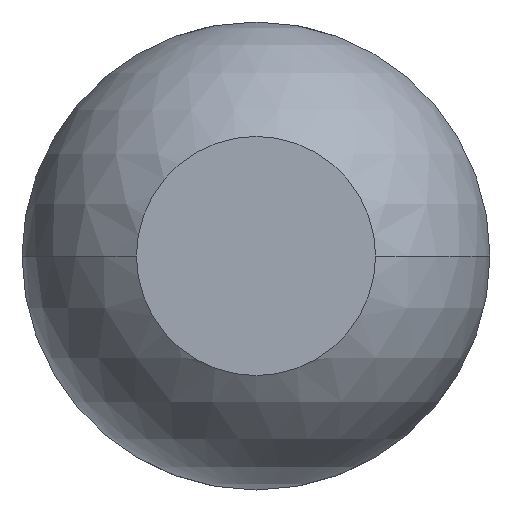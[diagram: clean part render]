
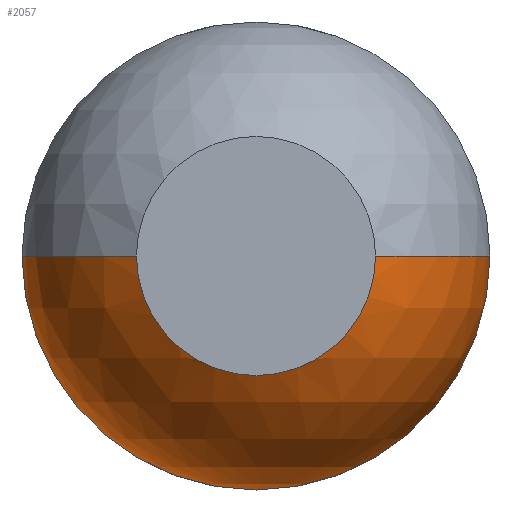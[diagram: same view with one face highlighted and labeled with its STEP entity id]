
A CAD part, front view. The second image highlights one B-rep face of the part: STEP entity #2057.
In plain terms, the highlighted spherical face has radius 0.685 mm.
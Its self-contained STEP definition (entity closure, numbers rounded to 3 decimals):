
#107 = EDGE_LOOP ( 'NONE', ( #3733, #3099, #2447, #1403, #756, #3433 ) ) ;
#195 = CARTESIAN_POINT ( 'NONE',  ( 0., -29.411, -0.685 ) ) ;
#201 = AXIS2_PLACEMENT_3D ( 'NONE', #2064, #2342, #3562 ) ;
#257 = DIRECTION ( 'NONE',  ( -1., 0., 0. ) ) ;
#269 = EDGE_CURVE ( 'Defeature ausgef�hrt1_5+Defeature ausgef�hrt1_4+Defeature ausgef�hrt1_4+Defeature ausgef�hrt1_4', #1558, #919, #1835, .T. ) ;
#440 = DIRECTION ( 'NONE',  ( 0., -1., 0. ) ) ;
#463 = AXIS2_PLACEMENT_3D ( 'NONE', #2335, #2627, #1106 ) ;
#480 = CIRCLE ( 'NONE', #2240, 0.35 ) ;
#492 = CARTESIAN_POINT ( 'NONE',  ( 0., -30., 0. ) ) ;
#592 = EDGE_CURVE ( 'NONE', #1642, #1558, #3704, .T. ) ;
#641 = VERTEX_POINT ( 'NONE', #2471 ) ;
#751 = AXIS2_PLACEMENT_3D ( 'NONE', #3604, #2093, #257 ) ;
#756 = ORIENTED_EDGE ( 'NONE', *, *, #592, .F. ) ;
#823 = CARTESIAN_POINT ( 'NONE',  ( 0.35, -30., 0. ) ) ;
#919 = VERTEX_POINT ( 'NONE', #195 ) ;
#944 = DIRECTION ( 'NONE',  ( 1., 0., 0. ) ) ;
#982 = DIRECTION ( 'NONE',  ( 0., 0., 1. ) ) ;
#993 = EDGE_CURVE ( 'Defeature ausgef�hrt1_11+Defeature ausgef�hrt1_4+Defeature ausgef�hrt1_4+Defeature ausgef�hrt1_4', #3421, #1642, #3902, .T. ) ;
#1106 = DIRECTION ( 'NONE',  ( 1., 0., 0. ) ) ;
#1172 = EDGE_CURVE ( 'Defeature ausgef�hrt1_5+Defeature ausgef�hrt1_4+Defeature ausgef�hrt1_4+Defeature ausgef�hrt1_4', #919, #641, #3706, .T. ) ;
#1315 = CARTESIAN_POINT ( 'NONE',  ( 0.685, -29.411, 0. ) ) ;
#1349 = CARTESIAN_POINT ( 'NONE',  ( 0., -30., 0. ) ) ;
#1403 = ORIENTED_EDGE ( 'NONE', *, *, #269, .F. ) ;
#1539 = EDGE_CURVE ( 'Defeature ausgef�hrt1_11+Defeature ausgef�hrt1_4+Defeature ausgef�hrt1_4+Defeature ausgef�hrt1_4', #3340, #3421, #480, .T. ) ;
#1558 = VERTEX_POINT ( 'NONE', #1315 ) ;
#1642 = VERTEX_POINT ( 'NONE', #823 ) ;
#1835 = CIRCLE ( 'NONE', #201, 0.685 ) ;
#1984 = FACE_OUTER_BOUND ( 'NONE', #107, .T. ) ;
#2057 = ADVANCED_FACE ( 'Defeature ausgef�hrt1_4', ( #1984 ), #2281, .T. ) ;
#2064 = CARTESIAN_POINT ( 'NONE',  ( 0., -29.411, 0. ) ) ;
#2093 = DIRECTION ( 'NONE',  ( 0., 0., -1. ) ) ;
#2158 = AXIS2_PLACEMENT_3D ( 'NONE', #492, #440, #3189 ) ;
#2172 = EDGE_CURVE ( 'NONE', #3340, #641, #2979, .T. ) ;
#2240 = AXIS2_PLACEMENT_3D ( 'NONE', #1349, #2826, #3131 ) ;
#2281 = SPHERICAL_SURFACE ( 'NONE', #463, 0.685 ) ;
#2335 = CARTESIAN_POINT ( 'NONE',  ( 0., -29.411, 0. ) ) ;
#2336 = CARTESIAN_POINT ( 'NONE',  ( 0., -30., -0.35 ) ) ;
#2342 = DIRECTION ( 'NONE',  ( 0., 1., 0. ) ) ;
#2350 = DIRECTION ( 'NONE',  ( 0., 1., 0. ) ) ;
#2363 = AXIS2_PLACEMENT_3D ( 'NONE', #3872, #2350, #3624 ) ;
#2447 = ORIENTED_EDGE ( 'NONE', *, *, #1172, .F. ) ;
#2471 = CARTESIAN_POINT ( 'NONE',  ( -0.685, -29.411, 0. ) ) ;
#2483 = AXIS2_PLACEMENT_3D ( 'NONE', #2737, #982, #944 ) ;
#2627 = DIRECTION ( 'NONE',  ( 0., 0., -1. ) ) ;
#2737 = CARTESIAN_POINT ( 'NONE',  ( 0., -29.411, 0. ) ) ;
#2826 = DIRECTION ( 'NONE',  ( 0., -1., 0. ) ) ;
#2979 = CIRCLE ( 'NONE', #751, 0.685 ) ;
#3099 = ORIENTED_EDGE ( 'NONE', *, *, #2172, .T. ) ;
#3131 = DIRECTION ( 'NONE',  ( 0., 0., -1. ) ) ;
#3189 = DIRECTION ( 'NONE',  ( 0., 0., -1. ) ) ;
#3236 = CARTESIAN_POINT ( 'NONE',  ( -0.35, -30., 0. ) ) ;
#3340 = VERTEX_POINT ( 'NONE', #3236 ) ;
#3421 = VERTEX_POINT ( 'NONE', #2336 ) ;
#3433 = ORIENTED_EDGE ( 'NONE', *, *, #993, .F. ) ;
#3562 = DIRECTION ( 'NONE',  ( 0., 0., 1. ) ) ;
#3604 = CARTESIAN_POINT ( 'NONE',  ( 0., -29.411, 0. ) ) ;
#3624 = DIRECTION ( 'NONE',  ( 0., 0., 1. ) ) ;
#3704 = CIRCLE ( 'NONE', #2483, 0.685 ) ;
#3706 = CIRCLE ( 'NONE', #2363, 0.685 ) ;
#3733 = ORIENTED_EDGE ( 'NONE', *, *, #1539, .F. ) ;
#3872 = CARTESIAN_POINT ( 'NONE',  ( 0., -29.411, 0. ) ) ;
#3902 = CIRCLE ( 'NONE', #2158, 0.35 ) ;
